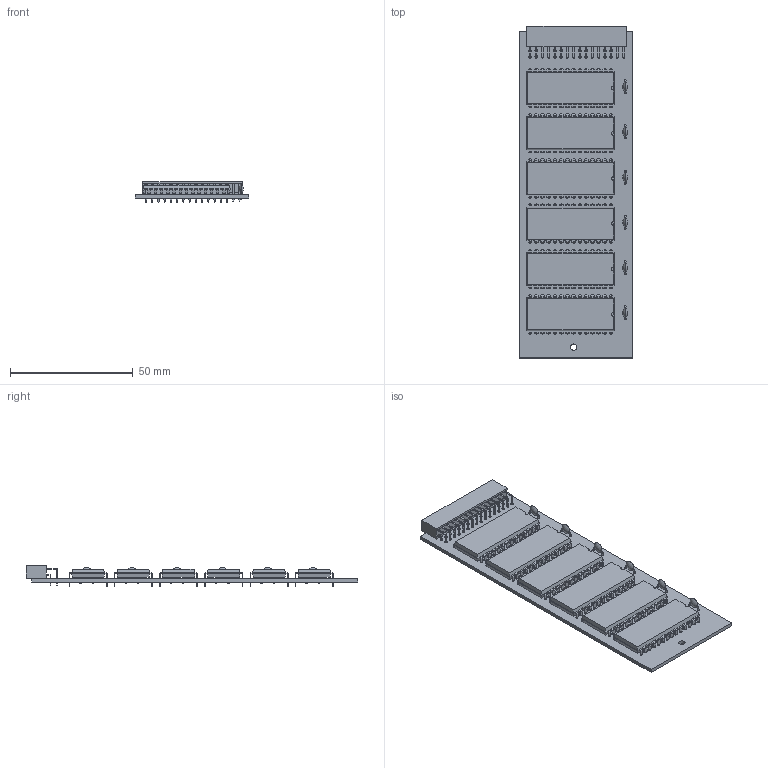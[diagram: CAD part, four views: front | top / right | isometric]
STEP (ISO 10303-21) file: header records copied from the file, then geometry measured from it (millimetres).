
FILE_DESCRIPTION(('KiCad electronic assembly'),'2;1');
FILE_NAME('Thor_20_romboard.step','2025-03-16T14:22:26',('Pcbnew'),( 'Kicad'),'Open CASCADE STEP processor 7.6','KiCad to STEP converter' ,'Unknown');
FILE_SCHEMA(('AUTOMOTIVE_DESIGN { 1 0 10303 214 1 1 1 1 }'));
Length unit declared in the file: millimetre
Products named in the file (5): Thor_20_romboard 1; DIP-28_W15.24mm; C_Disc_D4.3mm_W1.9mm_P5.00mm; PinSocket_2x16_P2.54mm_Horizontal; Thor_20_romboard_PCB
Assembly tree (14 placements, depth 2):
  Thor_20_romboard 1
    DIP-28_W15.24mm  x6
    C_Disc_D4.3mm_W1.9mm_P5.00mm  x6
    PinSocket_2x16_P2.54mm_Horizontal
    Thor_20_romboard_PCB
Bounding box: 46.35 x 135.12 x 8.38 mm (x, y, z)
Volume: 20236.4 mm3; surface area: 25673.8 mm2
Topology: 14 solids, 14 shells, 4177 faces, 11401 edges, 7304 vertices
Faces by surface type: plane 3270, cylinder 643, bspline 240, revolution 12, sphere 12
Full cylindrical faces by diameter (mm): 0.5 x24, 0.8 x180, 1 x32, 2.54 x1
Entity records: 53960 total; most frequent: CARTESIAN_POINT 9939, ORIENTED_EDGE 9188, DIRECTION 8578, EDGE_CURVE 4594, LINE 3886, VECTOR 3886, VERTEX_POINT 2979, AXIS2_PLACEMENT_3D 2345
